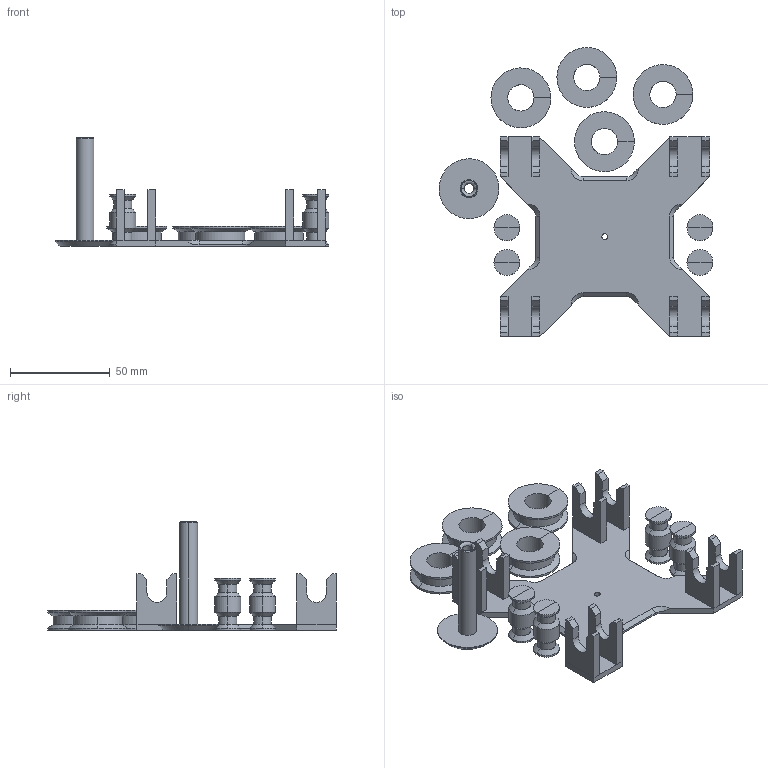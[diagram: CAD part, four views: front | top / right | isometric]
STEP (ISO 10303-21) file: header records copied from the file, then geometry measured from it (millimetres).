
FILE_DESCRIPTION(/* description */ (''),/* implementation_level */ '2;1');
FILE_NAME(/* name */ 'P4KHFF~5',/* time_stamp */ '2018-04-26T09:44:41+02:00',/* author */ (''),/* organization */ (''),/* preprocessor_version */ 'ST-DEVELOPER v15',/* originating_system */ '',/* authorisation */ '');
FILE_SCHEMA (('AUTOMOTIVE_DESIGN'));
Length unit declared in the file: millimetre
Products named in the file (1): Document
Bounding box: 137.29 x 144.84 x 54.5 mm (x, y, z)
Volume: 64364.1 mm3; surface area: 43365.3 mm2
Topology: 10 solids, 10 shells, 309 faces, 724 edges, 412 vertices
Faces by surface type: bspline 284, plane 25
Entity records: 9795 total; most frequent: CARTESIAN_POINT 6023, ORIENTED_EDGE 1416, EDGE_CURVE 708, VERTEX_POINT 412, EDGE_LOOP 314, ADVANCED_FACE 309, FACE_OUTER_BOUND 309, B_SPLINE_CURVE_WITH_KNOTS 152
